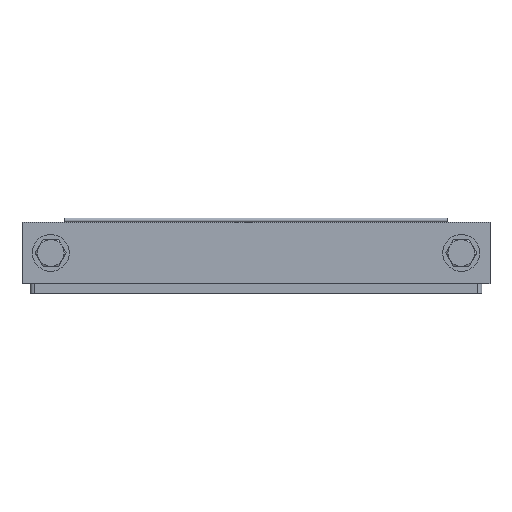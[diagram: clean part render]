
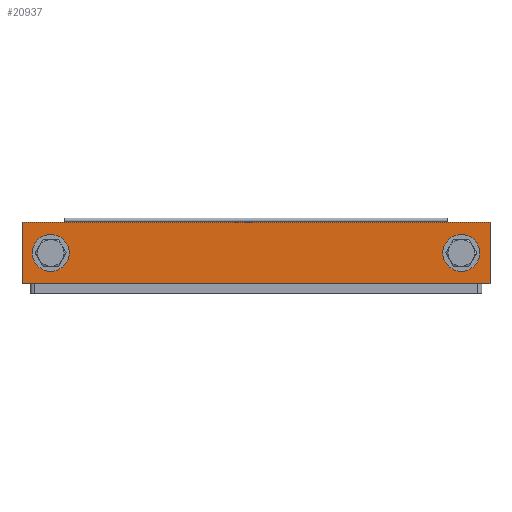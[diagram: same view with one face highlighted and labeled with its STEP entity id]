
A CAD part, front view. The second image highlights one B-rep face of the part: STEP entity #20937.
In plain terms, the highlighted planar face has unit normal (0, -1, 0).
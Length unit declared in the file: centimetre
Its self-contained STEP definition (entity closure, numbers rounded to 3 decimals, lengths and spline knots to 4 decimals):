
#214=FACE_BOUND('',#4022,.T.);
#215=FACE_BOUND('',#4023,.T.);
#2698=FACE_OUTER_BOUND('',#4021,.T.);
#4021=EDGE_LOOP('',(#17870,#17871,#17872,#17873,#17874,#17875));
#4022=EDGE_LOOP('',(#17876));
#4023=EDGE_LOOP('',(#17877));
#5240=CIRCLE('',#23271,0.9);
#5250=CIRCLE('',#23298,0.9);
#6595=LINE('',#34850,#8209);
#6610=LINE('',#34889,#8224);
#6630=LINE('',#34932,#8244);
#6634=LINE('',#34941,#8248);
#6636=LINE('',#34945,#8250);
#6637=LINE('',#34946,#8251);
#8209=VECTOR('',#29288,1.);
#8224=VECTOR('',#29327,1.);
#8244=VECTOR('',#29369,1.);
#8248=VECTOR('',#29377,1.);
#8250=VECTOR('',#29381,1.);
#8251=VECTOR('',#29382,1.);
#9756=VERTEX_POINT('',#34639);
#9778=VERTEX_POINT('',#34738);
#9812=VERTEX_POINT('',#34845);
#9813=VERTEX_POINT('',#34849);
#9825=VERTEX_POINT('',#34888);
#9837=VERTEX_POINT('',#34930);
#9839=VERTEX_POINT('',#34938);
#9841=VERTEX_POINT('',#34944);
#12431=EDGE_CURVE('',#9756,#9756,#5240,.T.);
#12467=EDGE_CURVE('',#9778,#9778,#5250,.T.);
#12520=EDGE_CURVE('',#9813,#9812,#6595,.T.);
#12539=EDGE_CURVE('',#9825,#9813,#6610,.T.);
#12562=EDGE_CURVE('',#9812,#9837,#6630,.T.);
#12566=EDGE_CURVE('',#9839,#9837,#6634,.T.);
#12568=EDGE_CURVE('',#9841,#9839,#6636,.T.);
#12569=EDGE_CURVE('',#9841,#9825,#6637,.T.);
#17870=ORIENTED_EDGE('',*,*,#12568,.F.);
#17871=ORIENTED_EDGE('',*,*,#12569,.T.);
#17872=ORIENTED_EDGE('',*,*,#12539,.T.);
#17873=ORIENTED_EDGE('',*,*,#12520,.T.);
#17874=ORIENTED_EDGE('',*,*,#12562,.T.);
#17875=ORIENTED_EDGE('',*,*,#12566,.F.);
#17876=ORIENTED_EDGE('',*,*,#12431,.T.);
#17877=ORIENTED_EDGE('',*,*,#12467,.T.);
#19670=PLANE('',#23364);
#20937=ADVANCED_FACE('',(#2698,#214,#215),#19670,.F.);
#23271=AXIS2_PLACEMENT_3D('',#34641,#29104,#29105);
#23298=AXIS2_PLACEMENT_3D('',#34740,#29172,#29173);
#23364=AXIS2_PLACEMENT_3D('',#34943,#29379,#29380);
#29104=DIRECTION('center_axis',(0.,1.,0.));
#29105=DIRECTION('ref_axis',(1.,0.,0.));
#29172=DIRECTION('center_axis',(0.,1.,0.));
#29173=DIRECTION('ref_axis',(-1.,0.,0.));
#29288=DIRECTION('',(1.,0.,0.));
#29327=DIRECTION('',(1.,0.,0.));
#29369=DIRECTION('',(1.,0.,0.));
#29377=DIRECTION('',(0.,0.,-1.));
#29379=DIRECTION('center_axis',(0.,1.,0.));
#29380=DIRECTION('ref_axis',(1.,0.,0.));
#29381=DIRECTION('',(1.,0.,0.));
#29382=DIRECTION('',(0.,0.,-1.));
#34639=CARTESIAN_POINT('',(9.1,-6.4,-1.5));
#34641=CARTESIAN_POINT('Origin',(10.,-6.4,-1.5));
#34738=CARTESIAN_POINT('',(-9.1,-6.4,-1.5));
#34740=CARTESIAN_POINT('Origin',(-10.,-6.4,-1.5));
#34845=CARTESIAN_POINT('',(10.8,-6.4,-3.));
#34849=CARTESIAN_POINT('',(-10.8,-6.4,-3.));
#34850=CARTESIAN_POINT('',(-11.4,-6.4,-3.));
#34888=CARTESIAN_POINT('',(-11.4,-6.4,-3.));
#34889=CARTESIAN_POINT('',(-11.4,-6.4,-3.));
#34930=CARTESIAN_POINT('',(11.4,-6.4,-3.));
#34932=CARTESIAN_POINT('',(-11.4,-6.4,-3.));
#34938=CARTESIAN_POINT('',(11.4,-6.4,0.));
#34941=CARTESIAN_POINT('',(11.4,-6.4,0.));
#34943=CARTESIAN_POINT('Origin',(-11.4,-6.4,0.));
#34944=CARTESIAN_POINT('',(-11.4,-6.4,0.));
#34945=CARTESIAN_POINT('',(-11.4,-6.4,0.));
#34946=CARTESIAN_POINT('',(-11.4,-6.4,0.));
